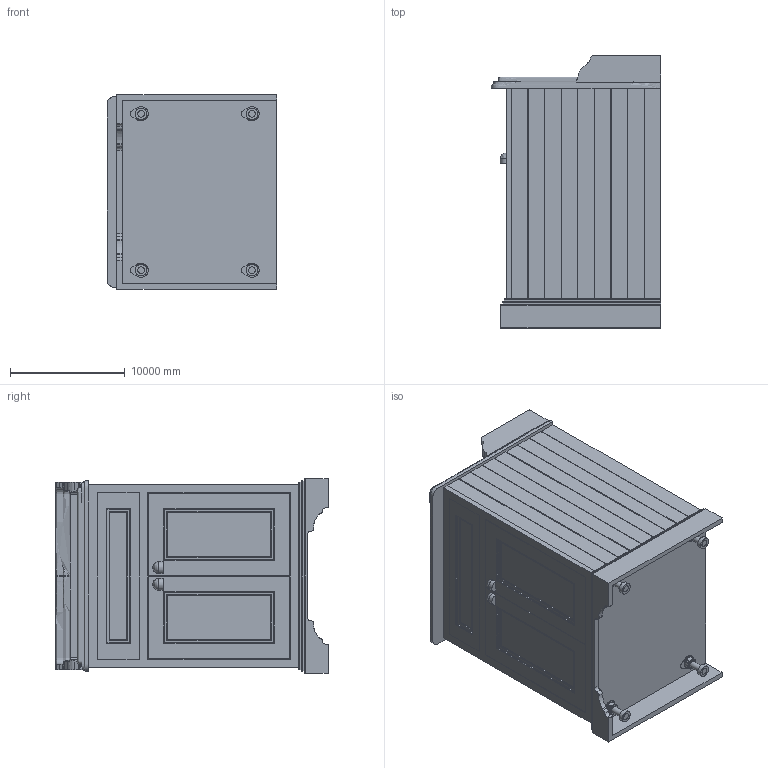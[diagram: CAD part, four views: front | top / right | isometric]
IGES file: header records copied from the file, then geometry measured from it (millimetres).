
Global section: file name: 90525; native system: AutoCAD 2016 - English; preprocessor: Autodesk Translation Framework DWG producer (atf_dwg_producer); organization: unknown; date: 20161027.161949; units: inch
Bounding box: 14757.4 x 23698.2 x 16916.4 mm (x, y, z)
Volume: 783923411728.7 mm3; surface area: 4197778952.1 mm2
Topology: 26 solids, 26 shells, 677 faces, 1791 edges, 1181 vertices
Faces by surface type: bspline 677
